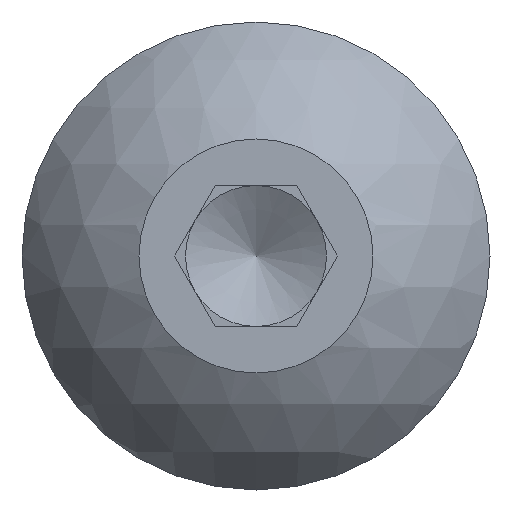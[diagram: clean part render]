
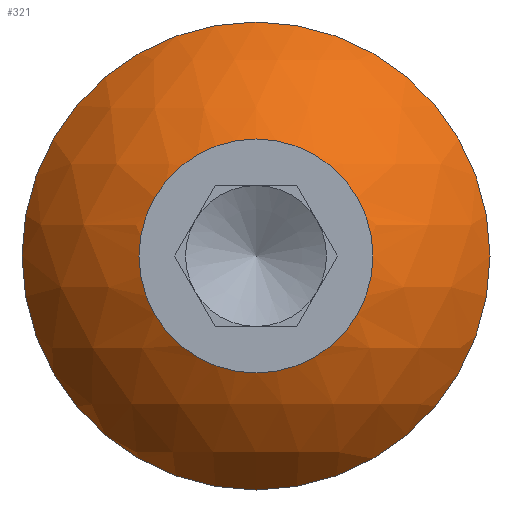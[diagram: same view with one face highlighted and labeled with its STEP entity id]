
A CAD part, left-side view. The second image highlights one B-rep face of the part: STEP entity #321.
In plain terms, the highlighted spherical face has radius 4.584 mm.
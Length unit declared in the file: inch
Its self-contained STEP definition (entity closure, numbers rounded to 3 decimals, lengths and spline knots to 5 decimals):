
#17=SPHERICAL_SURFACE('',#367,0.18048);
#19=FACE_BOUND('',#60,.T.);
#38=FACE_OUTER_BOUND('',#59,.T.);
#59=EDGE_LOOP('',(#237,#238));
#60=EDGE_LOOP('',(#239));
#135=CIRCLE('',#360,0.156);
#136=CIRCLE('',#361,0.156);
#141=CIRCLE('',#368,0.078);
#152=VERTEX_POINT('',#502);
#153=VERTEX_POINT('',#503);
#158=VERTEX_POINT('',#517);
#182=EDGE_CURVE('',#152,#153,#135,.T.);
#183=EDGE_CURVE('',#153,#152,#136,.T.);
#189=EDGE_CURVE('',#158,#158,#141,.T.);
#237=ORIENTED_EDGE('',*,*,#182,.T.);
#238=ORIENTED_EDGE('',*,*,#183,.T.);
#239=ORIENTED_EDGE('',*,*,#189,.F.);
#321=ADVANCED_FACE('',(#38,#19),#17,.T.);
#360=AXIS2_PLACEMENT_3D('',#504,#400,#401);
#361=AXIS2_PLACEMENT_3D('',#505,#402,#403);
#367=AXIS2_PLACEMENT_3D('',#516,#415,#416);
#368=AXIS2_PLACEMENT_3D('',#518,#417,#418);
#400=DIRECTION('center_axis',(-1.,0.,0.));
#401=DIRECTION('ref_axis',(0.,0.,1.));
#402=DIRECTION('center_axis',(-1.,0.,0.));
#403=DIRECTION('ref_axis',(0.,0.,1.));
#415=DIRECTION('center_axis',(0.,0.,1.));
#416=DIRECTION('ref_axis',(-1.,-0.007,0.));
#417=DIRECTION('center_axis',(-1.,0.,0.));
#418=DIRECTION('ref_axis',(0.,0.,1.));
#502=CARTESIAN_POINT('',(0.072,0.156,0.));
#503=CARTESIAN_POINT('',(0.072,0.,-0.156));
#504=CARTESIAN_POINT('Origin',(0.072,0.,0.));
#505=CARTESIAN_POINT('Origin',(0.072,0.,0.));
#516=CARTESIAN_POINT('Origin',(0.16275,0.,0.));
#517=CARTESIAN_POINT('',(0.,0.078,0.));
#518=CARTESIAN_POINT('Origin',(0.,0.,0.));
